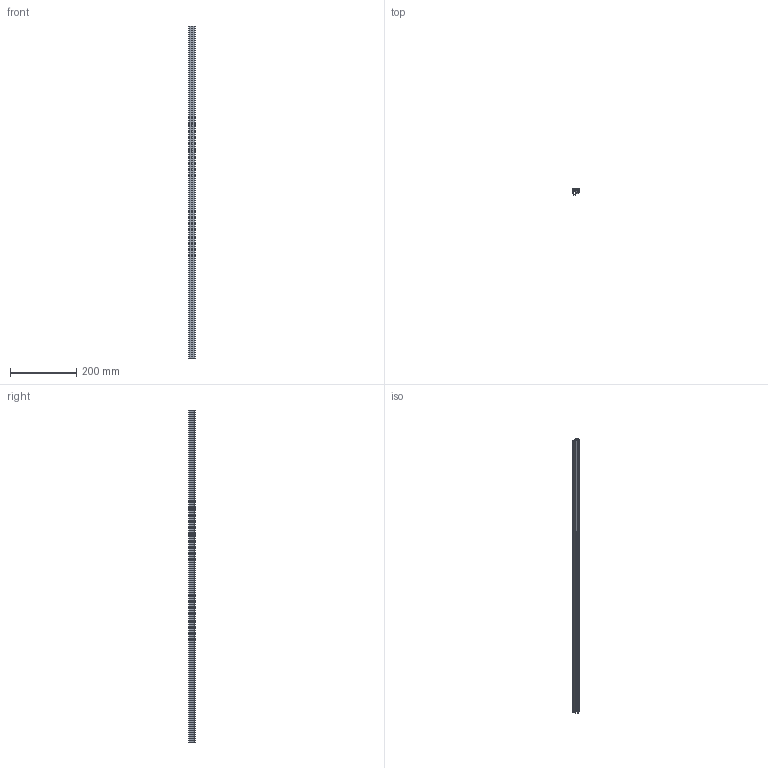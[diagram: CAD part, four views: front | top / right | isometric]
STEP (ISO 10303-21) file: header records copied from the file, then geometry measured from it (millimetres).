
FILE_DESCRIPTION(/* description */ ('KriTec Winkelschraubleiste 8 Al E, natur'),/* implementation_level */ '2;1');
FILE_NAME(/* name */ '14435_KriTec_Winkelschraubleiste_8_Al E, natur.stp',/* time_stamp */ '2019-11-15T15:59:45+01:00',/* author */ ('Nell'),/* organization */ (''),/* preprocessor_version */ 'ST-DEVELOPER v17',/* originating_system */ 'Autodesk Inventor 2018',/* authorisation */ '');
FILE_SCHEMA (('AUTOMOTIVE_DESIGN { 1 0 10303 214 3 1 1 }'));
Length unit declared in the file: millimetre
Products named in the file (1): 14435
Bounding box: 20 x 18.1 x 1000 mm (x, y, z)
Volume: 135060.5 mm3; surface area: 154674.2 mm2
Topology: 1 solids, 1 shells, 110 faces, 324 edges, 216 vertices
Faces by surface type: plane 85, cylinder 25
Entity records: 3677 total; most frequent: CARTESIAN_POINT 651, ORIENTED_EDGE 648, DIRECTION 596, EDGE_CURVE 324, LINE 274, VECTOR 274, VERTEX_POINT 216, AXIS2_PLACEMENT_3D 161
